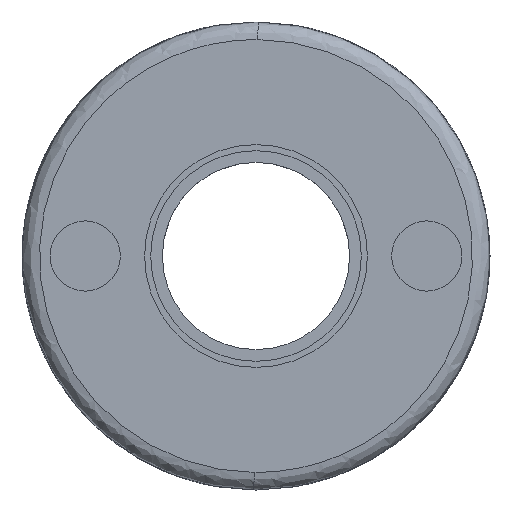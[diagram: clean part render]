
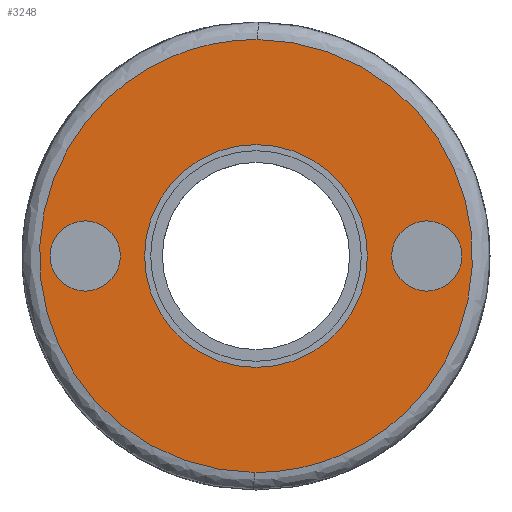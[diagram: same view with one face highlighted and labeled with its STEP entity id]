
A CAD part, left-side view. The second image highlights one B-rep face of the part: STEP entity #3248.
In plain terms, the highlighted planar face has unit normal (-1, 0, 0).
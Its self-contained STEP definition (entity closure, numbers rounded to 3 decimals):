
#76 = AXIS2_PLACEMENT_3D ( 'NONE', #5146, #5140, #5130 ) ;
#87 = FACE_BOUND ( 'NONE', #574, .T. ) ;
#88 = FACE_BOUND ( 'NONE', #4240, .T. ) ;
#101 = EDGE_CURVE ( 'NONE', #5321, #4483, #1381, .T. ) ;
#169 = VERTEX_POINT ( 'NONE', #3395 ) ;
#177 = VERTEX_POINT ( 'NONE', #3435 ) ;
#278 = CARTESIAN_POINT ( 'NONE',  ( -13., -7.3, -1.5 ) ) ;
#294 = ORIENTED_EDGE ( 'NONE', *, *, #1881, .T. ) ;
#300 = ORIENTED_EDGE ( 'NONE', *, *, #2457, .T. ) ;
#303 = ORIENTED_EDGE ( 'NONE', *, *, #692, .T. ) ;
#307 = ORIENTED_EDGE ( 'NONE', *, *, #2402, .T. ) ;
#327 = ORIENTED_EDGE ( 'NONE', *, *, #759, .T. ) ;
#334 = ORIENTED_EDGE ( 'NONE', *, *, #2118, .T. ) ;
#369 = CARTESIAN_POINT ( 'NONE',  ( -13., 7.3, 1.5 ) ) ;
#385 = DIRECTION ( 'NONE',  ( 0., 0., 1. ) ) ;
#392 = DIRECTION ( 'NONE',  ( 1., 0., 0. ) ) ;
#394 = CARTESIAN_POINT ( 'NONE',  ( -13., 0., 0. ) ) ;
#487 = ORIENTED_EDGE ( 'NONE', *, *, #101, .F. ) ;
#518 = CIRCLE ( 'NONE', #985, 4.763 ) ;
#572 = CIRCLE ( 'NONE', #3177, 1.5 ) ;
#574 = EDGE_LOOP ( 'NONE', ( #327, #300 ) ) ;
#692 = EDGE_CURVE ( 'NONE', #5047, #1911, #2764, .T. ) ;
#759 = EDGE_CURVE ( 'NONE', #1962, #1690, #3080, .T. ) ;
#808 =( BOUNDED_CURVE ( )  B_SPLINE_CURVE ( 3, ( #2209, #2257, #2194, #2186 ),
 .UNSPECIFIED., .F., .F. ) 
 B_SPLINE_CURVE_WITH_KNOTS ( ( 4, 4 ),
 ( 0.003, 1. ),
 .UNSPECIFIED. ) 
 CURVE ( )  GEOMETRIC_REPRESENTATION_ITEM ( )  RATIONAL_B_SPLINE_CURVE ( ( 1., 0.336, 0.336, 1. ) ) 
 REPRESENTATION_ITEM ( '' )  );
#878 = CARTESIAN_POINT ( 'NONE',  ( -13., -0.082, 9.25 ) ) ;
#880 = CARTESIAN_POINT ( 'NONE',  ( -13., -0.055, 9.25 ) ) ;
#916 = CARTESIAN_POINT ( 'NONE',  ( -13., 0., 9.25 ) ) ;
#925 = CARTESIAN_POINT ( 'NONE',  ( -13., -0.027, 9.25 ) ) ;
#985 = AXIS2_PLACEMENT_3D ( 'NONE', #3372, #3370, #3366 ) ;
#1019 = AXIS2_PLACEMENT_3D ( 'NONE', #2007, #2016, #2028 ) ;
#1058 = CARTESIAN_POINT ( 'NONE',  ( -13., -7.3, 1.5 ) ) ;
#1381 =( BOUNDED_CURVE ( )  B_SPLINE_CURVE ( 3, ( #2991, #2966, #1806, #3012 ),
 .UNSPECIFIED., .F., .F. ) 
 B_SPLINE_CURVE_WITH_KNOTS ( ( 4, 4 ),
 ( 0.003, 1. ),
 .UNSPECIFIED. ) 
 CURVE ( )  GEOMETRIC_REPRESENTATION_ITEM ( )  RATIONAL_B_SPLINE_CURVE ( ( 1., 0.336, 0.336, 1. ) ) 
 REPRESENTATION_ITEM ( '' )  );
#1428 = CARTESIAN_POINT ( 'NONE',  ( -13., 0., -9.25 ) ) ;
#1671 = CIRCLE ( 'NONE', #76, 1.5 ) ;
#1690 = VERTEX_POINT ( 'NONE', #1058 ) ;
#1727 = EDGE_CURVE ( 'NONE', #4483, #3058, #3534, .T. ) ;
#1806 = CARTESIAN_POINT ( 'NONE',  ( -13., 18.337, 9.25 ) ) ;
#1854 = CARTESIAN_POINT ( 'NONE',  ( -13., 0.082, -9.25 ) ) ;
#1858 = AXIS2_PLACEMENT_3D ( 'NONE', #394, #392, #385 ) ;
#1862 = CARTESIAN_POINT ( 'NONE',  ( -13., -0.082, 9.25 ) ) ;
#1881 = EDGE_CURVE ( 'NONE', #177, #169, #2702, .T. ) ;
#1911 = VERTEX_POINT ( 'NONE', #369 ) ;
#1962 = VERTEX_POINT ( 'NONE', #278 ) ;
#2007 = CARTESIAN_POINT ( 'NONE',  ( -13., 0., 0. ) ) ;
#2016 = DIRECTION ( 'NONE',  ( 1., 0., 0. ) ) ;
#2028 = DIRECTION ( 'NONE',  ( 0., 0., -1. ) ) ;
#2070 = ORIENTED_EDGE ( 'NONE', *, *, #4027, .F. ) ;
#2115 = ORIENTED_EDGE ( 'NONE', *, *, #1727, .F. ) ;
#2118 = EDGE_CURVE ( 'NONE', #1911, #5047, #1671, .T. ) ;
#2120 = ORIENTED_EDGE ( 'NONE', *, *, #5263, .F. ) ;
#2142 = PLANE ( 'NONE',  #1019 ) ;
#2186 = CARTESIAN_POINT ( 'NONE',  ( -13., 0., -9.25 ) ) ;
#2194 = CARTESIAN_POINT ( 'NONE',  ( -13., -18.337, -9.25 ) ) ;
#2209 = CARTESIAN_POINT ( 'NONE',  ( -13., -0.082, 9.25 ) ) ;
#2257 = CARTESIAN_POINT ( 'NONE',  ( -13., -18.418, 9.087 ) ) ;
#2355 = CARTESIAN_POINT ( 'NONE',  ( -13., 0.055, -9.25 ) ) ;
#2362 = AXIS2_PLACEMENT_3D ( 'NONE', #2580, #2581, #2585 ) ;
#2402 = EDGE_CURVE ( 'NONE', #169, #177, #518, .T. ) ;
#2457 = EDGE_CURVE ( 'NONE', #1690, #1962, #572, .T. ) ;
#2494 = AXIS2_PLACEMENT_3D ( 'NONE', #5170, #5173, #5193 ) ;
#2580 = CARTESIAN_POINT ( 'NONE',  ( -13., 7.3, 0. ) ) ;
#2581 = DIRECTION ( 'NONE',  ( 1., 0., 0. ) ) ;
#2585 = DIRECTION ( 'NONE',  ( 0., 0., -1. ) ) ;
#2637 = CARTESIAN_POINT ( 'NONE',  ( -13., 0.082, -9.25 ) ) ;
#2702 = CIRCLE ( 'NONE', #1858, 4.763 ) ;
#2764 = CIRCLE ( 'NONE', #2362, 1.5 ) ;
#2779 = CARTESIAN_POINT ( 'NONE',  ( -13., 0., -9.25 ) ) ;
#2966 = CARTESIAN_POINT ( 'NONE',  ( -13., 18.418, -9.087 ) ) ;
#2991 = CARTESIAN_POINT ( 'NONE',  ( -13., 0.082, -9.25 ) ) ;
#3012 = CARTESIAN_POINT ( 'NONE',  ( -13., 0., 9.25 ) ) ;
#3058 = VERTEX_POINT ( 'NONE', #1862 ) ;
#3080 = CIRCLE ( 'NONE', #2494, 1.5 ) ;
#3087 = DIRECTION ( 'NONE',  ( 0., 0., -1. ) ) ;
#3091 = DIRECTION ( 'NONE',  ( 1., 0., 0. ) ) ;
#3094 = CARTESIAN_POINT ( 'NONE',  ( -13., -7.3, 0. ) ) ;
#3161 = VERTEX_POINT ( 'NONE', #1428 ) ;
#3177 = AXIS2_PLACEMENT_3D ( 'NONE', #3094, #3091, #3087 ) ;
#3186 = CARTESIAN_POINT ( 'NONE',  ( -13., 7.3, -1.5 ) ) ;
#3248 = ADVANCED_FACE ( 'NONE', ( #88, #87, #4763, #4878 ), #2142, .F. ) ;
#3366 = DIRECTION ( 'NONE',  ( 0., 0., 1. ) ) ;
#3370 = DIRECTION ( 'NONE',  ( 1., 0., 0. ) ) ;
#3372 = CARTESIAN_POINT ( 'NONE',  ( -13., 0., 0. ) ) ;
#3395 = CARTESIAN_POINT ( 'NONE',  ( -13., 0., 4.763 ) ) ;
#3435 = CARTESIAN_POINT ( 'NONE',  ( -13., 0., -4.763 ) ) ;
#3534 =( BOUNDED_CURVE ( )  B_SPLINE_CURVE ( 3, ( #916, #925, #880, #878 ),
 .UNSPECIFIED., .F., .F. ) 
 B_SPLINE_CURVE_WITH_KNOTS ( ( 4, 4 ),
 ( 0., 0.003 ),
 .UNSPECIFIED. ) 
 CURVE ( )  GEOMETRIC_REPRESENTATION_ITEM ( )  RATIONAL_B_SPLINE_CURVE ( ( 1., 1., 1., 1. ) ) 
 REPRESENTATION_ITEM ( '' )  );
#3635 = CARTESIAN_POINT ( 'NONE',  ( -13., 0.027, -9.25 ) ) ;
#3985 = CARTESIAN_POINT ( 'NONE',  ( -13., 0., 9.25 ) ) ;
#4027 = EDGE_CURVE ( 'NONE', #3161, #5321, #5052, .T. ) ;
#4240 = EDGE_LOOP ( 'NONE', ( #307, #294 ) ) ;
#4448 = EDGE_LOOP ( 'NONE', ( #303, #334 ) ) ;
#4483 = VERTEX_POINT ( 'NONE', #3985 ) ;
#4763 = FACE_BOUND ( 'NONE', #4448, .T. ) ;
#4878 = FACE_OUTER_BOUND ( 'NONE', #4959, .T. ) ;
#4959 = EDGE_LOOP ( 'NONE', ( #2115, #487, #2070, #2120 ) ) ;
#5047 = VERTEX_POINT ( 'NONE', #3186 ) ;
#5052 =( BOUNDED_CURVE ( )  B_SPLINE_CURVE ( 3, ( #2779, #3635, #2355, #2637 ),
 .UNSPECIFIED., .F., .T. ) 
 B_SPLINE_CURVE_WITH_KNOTS ( ( 4, 4 ),
 ( 0., 0.003 ),
 .UNSPECIFIED. ) 
 CURVE ( )  GEOMETRIC_REPRESENTATION_ITEM ( )  RATIONAL_B_SPLINE_CURVE ( ( 1., 1., 1., 1. ) ) 
 REPRESENTATION_ITEM ( '' )  );
#5130 = DIRECTION ( 'NONE',  ( 0., 0., -1. ) ) ;
#5140 = DIRECTION ( 'NONE',  ( 1., 0., 0. ) ) ;
#5146 = CARTESIAN_POINT ( 'NONE',  ( -13., 7.3, 0. ) ) ;
#5170 = CARTESIAN_POINT ( 'NONE',  ( -13., -7.3, 0. ) ) ;
#5173 = DIRECTION ( 'NONE',  ( 1., 0., 0. ) ) ;
#5193 = DIRECTION ( 'NONE',  ( 0., 0., -1. ) ) ;
#5263 = EDGE_CURVE ( 'NONE', #3058, #3161, #808, .T. ) ;
#5321 = VERTEX_POINT ( 'NONE', #1854 ) ;
